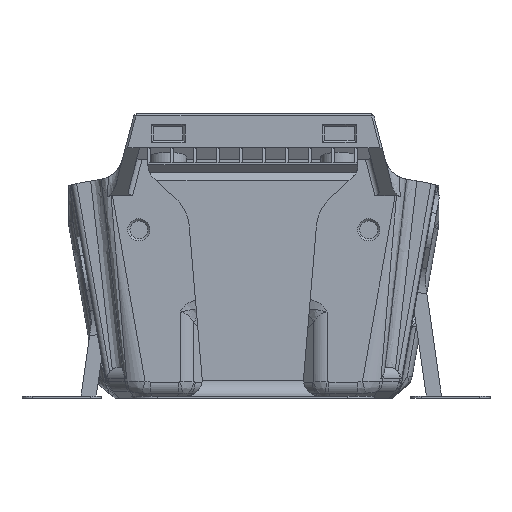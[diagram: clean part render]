
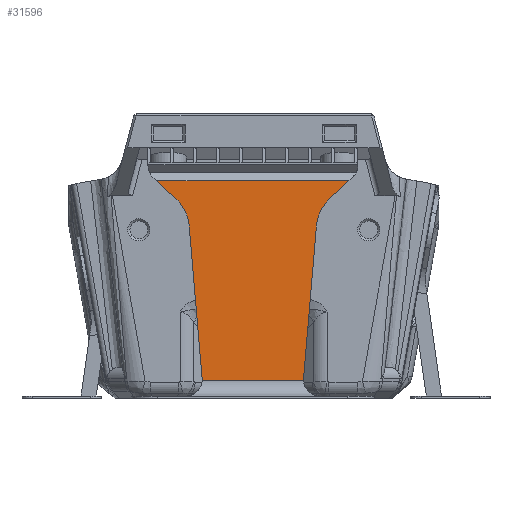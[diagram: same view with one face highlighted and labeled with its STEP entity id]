
A CAD part, front view. The second image highlights one B-rep face of the part: STEP entity #31596.
In plain terms, the highlighted planar face has unit normal (0, -1, 0).
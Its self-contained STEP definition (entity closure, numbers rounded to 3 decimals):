
#1976=CIRCLE('',#34338,3.);
#1977=CIRCLE('',#34339,3.);
#1978=CIRCLE('',#34340,8.);
#1979=CIRCLE('',#34341,8.);
#11451=ORIENTED_EDGE('',*,*,#16525,.T.);
#11452=ORIENTED_EDGE('',*,*,#16526,.T.);
#11453=ORIENTED_EDGE('',*,*,#16527,.T.);
#11454=ORIENTED_EDGE('',*,*,#16523,.F.);
#11455=ORIENTED_EDGE('',*,*,#16528,.T.);
#11456=ORIENTED_EDGE('',*,*,#16529,.T.);
#11457=ORIENTED_EDGE('',*,*,#16530,.F.);
#11458=ORIENTED_EDGE('',*,*,#16531,.F.);
#11459=ORIENTED_EDGE('',*,*,#16532,.T.);
#11460=ORIENTED_EDGE('',*,*,#16533,.T.);
#16523=EDGE_CURVE('',#19674,#19675,#22274,.T.);
#16525=EDGE_CURVE('',#19676,#19677,#1976,.T.);
#16526=EDGE_CURVE('',#19677,#19678,#22276,.F.);
#16527=EDGE_CURVE('',#19678,#19675,#1977,.T.);
#16528=EDGE_CURVE('',#19674,#19679,#1978,.T.);
#16529=EDGE_CURVE('',#19679,#19680,#22277,.T.);
#16530=EDGE_CURVE('',#19681,#19680,#22278,.T.);
#16531=EDGE_CURVE('',#19682,#19681,#22279,.T.);
#16532=EDGE_CURVE('',#19682,#19683,#1979,.T.);
#16533=EDGE_CURVE('',#19683,#19676,#22280,.T.);
#19674=VERTEX_POINT('',#60164);
#19675=VERTEX_POINT('',#60166);
#19676=VERTEX_POINT('',#60170);
#19677=VERTEX_POINT('',#60171);
#19678=VERTEX_POINT('',#60173);
#19679=VERTEX_POINT('',#60176);
#19680=VERTEX_POINT('',#60178);
#19681=VERTEX_POINT('',#60180);
#19682=VERTEX_POINT('',#60182);
#19683=VERTEX_POINT('',#60184);
#22274=LINE('',#60165,#24941);
#22276=LINE('',#60172,#24943);
#22277=LINE('',#60177,#24944);
#22278=LINE('',#60179,#24945);
#22279=LINE('',#60181,#24946);
#22280=LINE('',#60185,#24947);
#24941=VECTOR('',#41943,1000.);
#24943=VECTOR('',#41949,1000.);
#24944=VECTOR('',#41954,1000.);
#24945=VECTOR('',#41955,1000.);
#24946=VECTOR('',#41956,1000.);
#24947=VECTOR('',#41959,1000.);
#27011=EDGE_LOOP('',(#11451,#11452,#11453,#11454,#11455,#11456,#11457,#11458,
#11459,#11460));
#28904=FACE_BOUND('',#27011,.T.);
#29866=PLANE('',#34337);
#31596=ADVANCED_FACE('',(#28904),#29866,.F.);
#34337=AXIS2_PLACEMENT_3D('',#60168,#41945,#41946);
#34338=AXIS2_PLACEMENT_3D('',#60169,#41947,#41948);
#34339=AXIS2_PLACEMENT_3D('',#60174,#41950,#41951);
#34340=AXIS2_PLACEMENT_3D('',#60175,#41952,#41953);
#34341=AXIS2_PLACEMENT_3D('',#60183,#41957,#41958);
#41943=DIRECTION('',(-0.084,0.,-0.996));
#41945=DIRECTION('',(0.,1.,0.));
#41946=DIRECTION('',(0.,0.,1.));
#41947=DIRECTION('',(0.,1.,0.));
#41948=DIRECTION('',(0.,0.,1.));
#41949=DIRECTION('',(-1.,0.,0.));
#41950=DIRECTION('',(0.,1.,0.));
#41951=DIRECTION('',(0.,0.,1.));
#41952=DIRECTION('',(0.,1.,0.));
#41953=DIRECTION('',(0.,0.,1.));
#41954=DIRECTION('',(0.731,0.,0.682));
#41955=DIRECTION('',(1.,0.,0.));
#41956=DIRECTION('',(-0.731,0.,0.682));
#41957=DIRECTION('',(0.,1.,0.));
#41958=DIRECTION('',(0.,0.,1.));
#41959=DIRECTION('',(0.084,0.,-0.996));
#60164=CARTESIAN_POINT('',(11.856,-32.314,32.579));
#60165=CARTESIAN_POINT('',(36.482,-32.314,324.724));
#60166=CARTESIAN_POINT('',(9.418,-32.314,3.652));
#60168=CARTESIAN_POINT('',(0.,-32.314,327.8));
#60169=CARTESIAN_POINT('',(-12.767,-32.314,3.4));
#60170=CARTESIAN_POINT('',(-9.777,-32.314,3.652));
#60171=CARTESIAN_POINT('',(-9.767,-32.314,3.4));
#60172=CARTESIAN_POINT('',(9.143,-32.314,3.4));
#60173=CARTESIAN_POINT('',(9.407,-32.314,3.4));
#60174=CARTESIAN_POINT('',(12.407,-32.314,3.4));
#60175=CARTESIAN_POINT('',(19.828,-32.314,31.907));
#60176=CARTESIAN_POINT('',(14.372,-32.314,37.757));
#60177=CARTESIAN_POINT('',(16.736,-32.314,39.963));
#60178=CARTESIAN_POINT('',(17.982,-32.314,41.124));
#60179=CARTESIAN_POINT('',(-65.369,-32.314,41.124));
#60180=CARTESIAN_POINT('',(-18.341,-32.314,41.124));
#60181=CARTESIAN_POINT('',(-17.096,-32.314,39.963));
#60182=CARTESIAN_POINT('',(-14.731,-32.314,37.757));
#60183=CARTESIAN_POINT('',(-20.187,-32.314,31.907));
#60184=CARTESIAN_POINT('',(-12.216,-32.314,32.579));
#60185=CARTESIAN_POINT('',(-36.839,-32.314,324.694));
